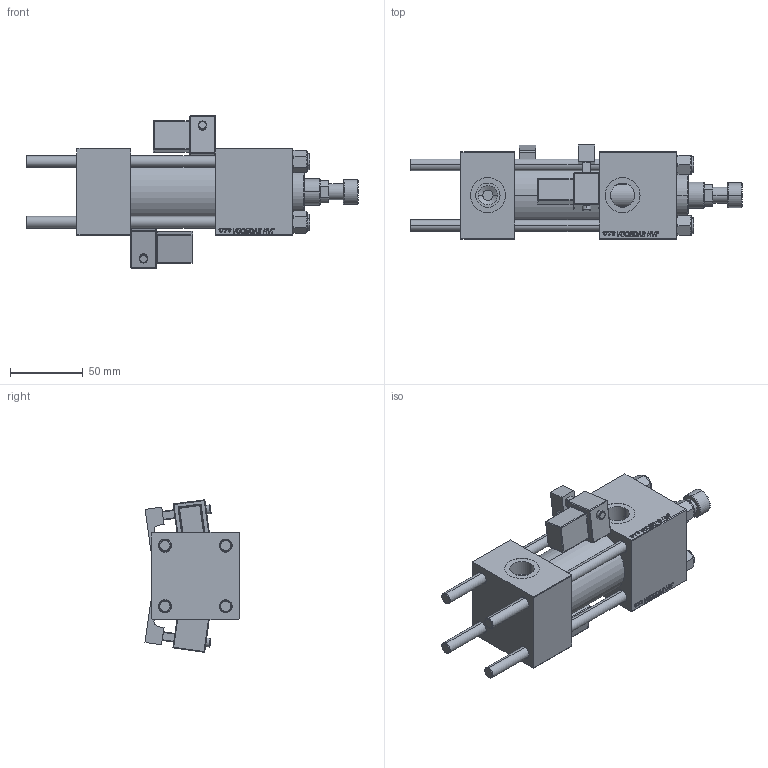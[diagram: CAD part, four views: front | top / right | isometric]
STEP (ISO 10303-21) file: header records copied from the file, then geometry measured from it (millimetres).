
FILE_DESCRIPTION (( 'STEP AP203' ), '1' );
FILE_NAME ('b0c1.STEP', '2023-08-22T17:19:58', ( '' ), ( '' ), 'SwSTEP 2.0', 'SolidWorks 2019', '' );
FILE_SCHEMA (( 'CONFIG_CONTROL_DESIGN' ));
Length unit declared in the file: millimetre
Products named in the file (8): b0c1; CR025_012_A_0_G_A_G_M_020_+#_##_TYCINKA c462f431276465745d77cf2df2739f5f; V215CR_VCP c462f431276465745d77cf2df2739f5f; V215CR_MSU c462f431276465745d77cf2df2739f5f; V215CR_ROD_END_F c462f431276465745d77cf2df2739f5f; NUT_M5 c462f431276465745d77cf2df2739f5f; V215_VC_A c462f431276465745d77cf2df2739f5f; V215CR_BODY_A c462f431276465745d77cf2df2739f5f
Assembly tree (14 placements, depth 2):
  b0c1
    V215CR_BODY_A c462f431276465745d77cf2df2739f5f
    CR025_012_A_0_G_A_G_M_020_+#_##_TYCINKA c462f431276465745d77cf2df2739f5f  x4
    NUT_M5 c462f431276465745d77cf2df2739f5f  x4
    V215CR_VCP c462f431276465745d77cf2df2739f5f
    V215_VC_A c462f431276465745d77cf2df2739f5f
    V215CR_ROD_END_F c462f431276465745d77cf2df2739f5f
    V215CR_MSU c462f431276465745d77cf2df2739f5f  x2
Bounding box: 228 x 64.58 x 104.69 mm (x, y, z)
Volume: 457950.2 mm3; surface area: 127403.8 mm2
Topology: 14 solids, 14 shells, 1300 faces, 3234 edges, 2057 vertices
Faces by surface type: plane 582, bspline 392, cylinder 142, cone 136, torus 24, sphere 24
Entity records: 52483 total; most frequent: CARTESIAN_POINT 27411, ORIENTED_EDGE 5578, DIRECTION 3697, EDGE_CURVE 2789, VERTEX_POINT 1817, VECTOR 1687, LINE 1687, EDGE_LOOP 1236
